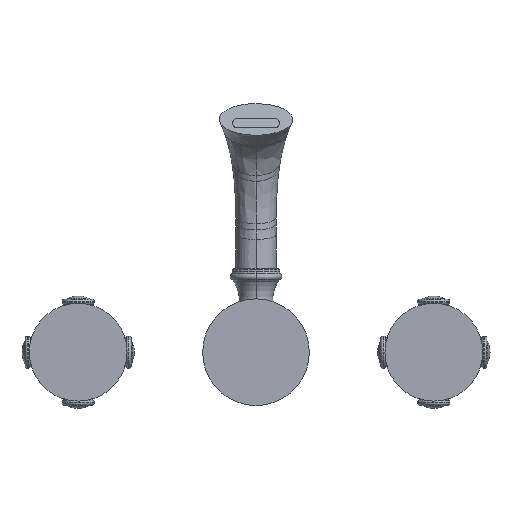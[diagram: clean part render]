
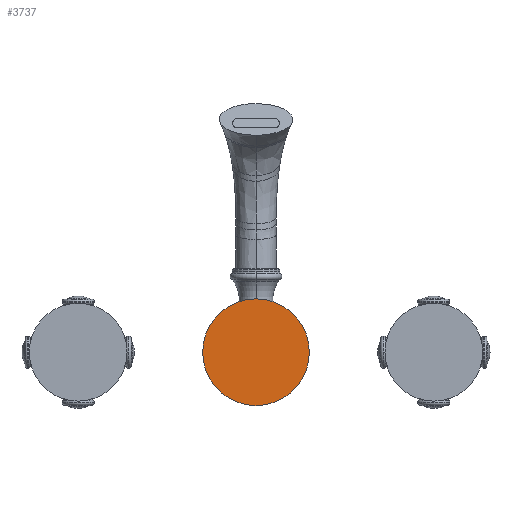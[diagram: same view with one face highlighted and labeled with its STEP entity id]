
A CAD part, front view. The second image highlights one B-rep face of the part: STEP entity #3737.
In plain terms, the highlighted planar face has unit normal (0, -1, 0).
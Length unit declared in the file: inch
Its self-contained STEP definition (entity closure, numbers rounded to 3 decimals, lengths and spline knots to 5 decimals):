
#1074=CARTESIAN_POINT('',(0.,0.,0.));
#1075=DIRECTION('',(0.,1.,0.));
#1076=DIRECTION('',(0.,0.,1.));
#1077=AXIS2_PLACEMENT_3D('',#1074,#1075,#1076);
#1079=CARTESIAN_POINT('',(0.,0.,0.));
#1080=DIRECTION('',(0.,1.,0.));
#1081=DIRECTION('',(0.,0.,-1.));
#1082=AXIS2_PLACEMENT_3D('',#1079,#1080,#1081);
#1614=CARTESIAN_POINT('',(0.,0.,1.2));
#1615=CARTESIAN_POINT('',(0.,0.,-1.2));
#1616=VERTEX_POINT('',#1614);
#1617=VERTEX_POINT('',#1615);
#3728=CARTESIAN_POINT('',(0.,0.,0.));
#3729=DIRECTION('',(0.,-1.,0.));
#3730=DIRECTION('',(0.,0.,1.));
#3731=AXIS2_PLACEMENT_3D('',#3728,#3729,#3730);
#3732=PLANE('',#3731);
#3733=ORIENTED_EDGE('',*,*,#3707,.T.);
#3734=ORIENTED_EDGE('',*,*,#3723,.T.);
#3735=EDGE_LOOP('',(#3733,#3734));
#3736=FACE_OUTER_BOUND('',#3735,.F.);
#3737=ADVANCED_FACE('',(#3736),#3732,.T.);
#1078=CIRCLE('',#1077,1.2);
#1083=CIRCLE('',#1082,1.2);
#3707=EDGE_CURVE('',#1616,#1617,#1078,.T.);
#3723=EDGE_CURVE('',#1617,#1616,#1083,.T.);
